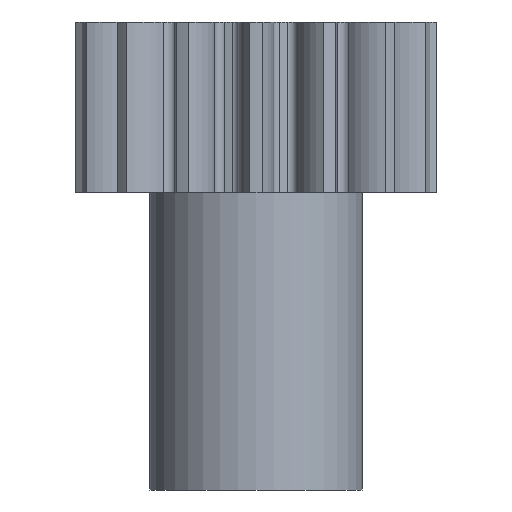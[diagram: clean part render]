
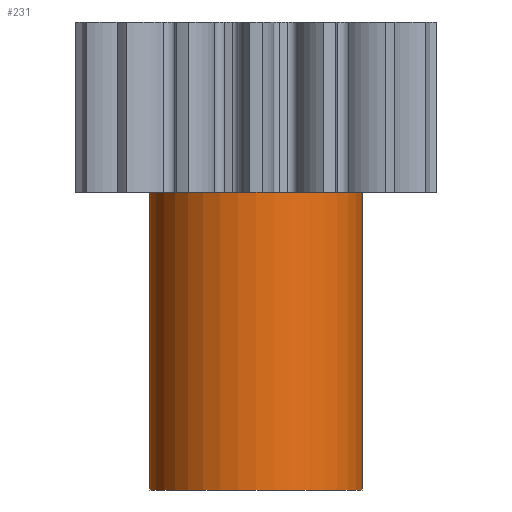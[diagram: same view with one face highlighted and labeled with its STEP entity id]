
A CAD part, front view. The second image highlights one B-rep face of the part: STEP entity #231.
In plain terms, the highlighted cylindrical face has radius 12.5 mm (diameter 25 mm), a partial arc.
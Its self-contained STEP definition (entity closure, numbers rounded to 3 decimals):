
#189 = ORIENTED_EDGE ( 'NONE', *, *, #2939, .F. ) ;
#202 = EDGE_LOOP ( 'NONE', ( #189, #241, #233, #236 ) ) ;
#231 = ADVANCED_FACE ( 'NONE', ( #749 ), #743, .T. ) ;
#232 = EDGE_CURVE ( 'NONE', #2966, #3007, #750, .T. ) ;
#233 = ORIENTED_EDGE ( 'NONE', *, *, #2974, .T. ) ;
#236 = ORIENTED_EDGE ( 'NONE', *, *, #3172, .F. ) ;
#241 = ORIENTED_EDGE ( 'NONE', *, *, #232, .T. ) ;
#552 = DIRECTION ( 'NONE',  ( 1., 0., 0. ) ) ;
#730 = CARTESIAN_POINT ( 'NONE',  ( 0., 0., -35. ) ) ;
#731 = AXIS2_PLACEMENT_3D ( 'NONE', #730, #736, #552 ) ;
#736 = DIRECTION ( 'NONE',  ( 0., 0., 1. ) ) ;
#743 = CYLINDRICAL_SURFACE ( 'NONE', #753, 12.5 ) ;
#748 = CARTESIAN_POINT ( 'NONE',  ( 0., 0., -35. ) ) ;
#749 = FACE_OUTER_BOUND ( 'NONE', #202, .T. ) ;
#750 = CIRCLE ( 'NONE', #731, 12.5 ) ;
#753 = AXIS2_PLACEMENT_3D ( 'NONE', #748, #756, #755 ) ;
#755 = DIRECTION ( 'NONE',  ( 1., 0., 0. ) ) ;
#756 = DIRECTION ( 'NONE',  ( 0., 0., 1. ) ) ;
#1030 = CARTESIAN_POINT ( 'NONE',  ( 12.5, 0., -35. ) ) ;
#1054 = DIRECTION ( 'NONE',  ( 0., 0., 1. ) ) ;
#1055 = VECTOR ( 'NONE', #1054, 1000. ) ;
#1056 = CARTESIAN_POINT ( 'NONE',  ( -12.5, 0., -35. ) ) ;
#1076 = LINE ( 'NONE', #1056, #1055 ) ;
#1097 = DIRECTION ( 'NONE',  ( 0., 0., 1. ) ) ;
#1098 = VECTOR ( 'NONE', #1097, 1000. ) ;
#1099 = CARTESIAN_POINT ( 'NONE',  ( 12.5, 0., -35. ) ) ;
#1100 = LINE ( 'NONE', #1099, #1098 ) ;
#1107 = CARTESIAN_POINT ( 'NONE',  ( 12.5, 0., 0. ) ) ;
#1171 = CARTESIAN_POINT ( 'NONE',  ( -12.5, 0., 0. ) ) ;
#1181 = CARTESIAN_POINT ( 'NONE',  ( -12.5, 0., -35. ) ) ;
#1398 = CIRCLE ( 'NONE', #1438, 12.5 ) ;
#1436 = DIRECTION ( 'NONE',  ( 1., 0., 0. ) ) ;
#1437 = DIRECTION ( 'NONE',  ( 0., 0., 1. ) ) ;
#1438 = AXIS2_PLACEMENT_3D ( 'NONE', #1442, #1437, #1436 ) ;
#1442 = CARTESIAN_POINT ( 'NONE',  ( 0., 0., 0. ) ) ;
#2939 = EDGE_CURVE ( 'NONE', #2966, #2969, #1076, .T. ) ;
#2966 = VERTEX_POINT ( 'NONE', #1181 ) ;
#2969 = VERTEX_POINT ( 'NONE', #1171 ) ;
#2972 = VERTEX_POINT ( 'NONE', #1107 ) ;
#2974 = EDGE_CURVE ( 'NONE', #3007, #2972, #1100, .T. ) ;
#3007 = VERTEX_POINT ( 'NONE', #1030 ) ;
#3172 = EDGE_CURVE ( 'NONE', #2969, #2972, #1398, .T. ) ;
